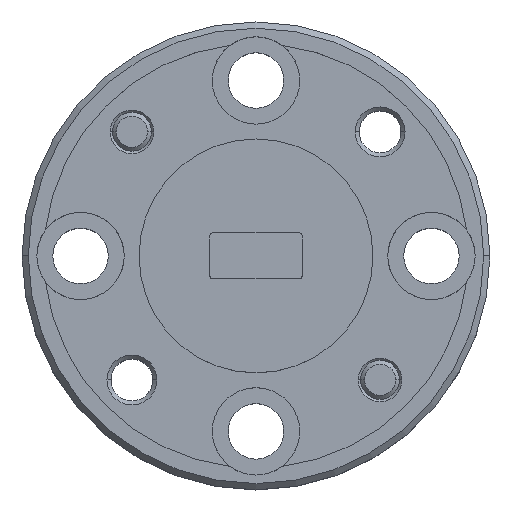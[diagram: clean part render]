
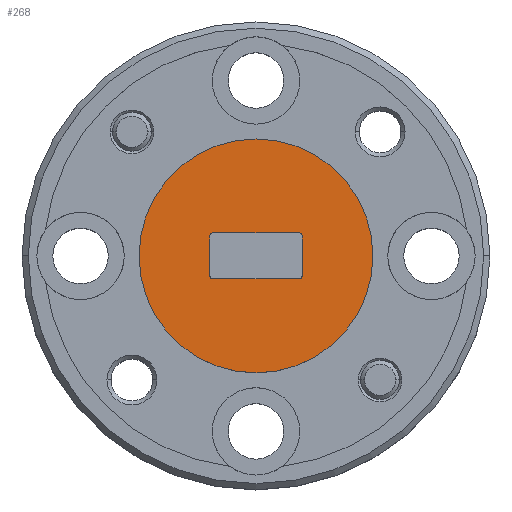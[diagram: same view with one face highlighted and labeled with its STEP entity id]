
A CAD part, top view. The second image highlights one B-rep face of the part: STEP entity #268.
In plain terms, the highlighted planar face has unit normal (0, 0, 1).
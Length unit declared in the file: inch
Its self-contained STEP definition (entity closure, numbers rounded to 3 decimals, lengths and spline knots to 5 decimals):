
#11 = PLANE ( 'NONE',  #3241 ) ;
#71 = CIRCLE ( 'NONE', #529, 0.005 ) ;
#75 = EDGE_CURVE ( 'NONE', #3713, #4627, #4861, .T. ) ;
#140 = CARTESIAN_POINT ( 'NONE',  ( -0.074, -0.032, 0. ) ) ;
#268 = ADVANCED_FACE ( 'NONE', ( #4383, #3218 ), #11, .T. ) ;
#369 = DIRECTION ( 'NONE',  ( 1., 0., 0. ) ) ;
#372 = DIRECTION ( 'NONE',  ( 1., 0., 0. ) ) ;
#406 = EDGE_CURVE ( 'NONE', #3713, #2890, #2463, .T. ) ;
#423 = DIRECTION ( 'NONE',  ( 0., 0., 1. ) ) ;
#470 = DIRECTION ( 'NONE',  ( -1., 0., 0. ) ) ;
#524 = VECTOR ( 'NONE', #470, 39.37008 ) ;
#529 = AXIS2_PLACEMENT_3D ( 'NONE', #5471, #3913, #1189 ) ;
#579 = AXIS2_PLACEMENT_3D ( 'NONE', #4171, #3795, #6008 ) ;
#675 = EDGE_CURVE ( 'NONE', #1151, #5748, #5394, .T. ) ;
#727 = LINE ( 'NONE', #1387, #5230 ) ;
#769 = CIRCLE ( 'NONE', #1008, 0.1875 ) ;
#1008 = AXIS2_PLACEMENT_3D ( 'NONE', #7202, #423, #4396 ) ;
#1053 = CIRCLE ( 'NONE', #579, 0.005 ) ;
#1151 = VERTEX_POINT ( 'NONE', #2030 ) ;
#1189 = DIRECTION ( 'NONE',  ( 1., 0., 0. ) ) ;
#1328 = CARTESIAN_POINT ( 'NONE',  ( -0.069, -0.032, 0. ) ) ;
#1387 = CARTESIAN_POINT ( 'NONE',  ( 0.074, -0.037, 0. ) ) ;
#1506 = CARTESIAN_POINT ( 'NONE',  ( 0., 0., 0. ) ) ;
#1524 = CARTESIAN_POINT ( 'NONE',  ( -0.074, -0.037, 0. ) ) ;
#1569 = LINE ( 'NONE', #2545, #524 ) ;
#1599 = CARTESIAN_POINT ( 'NONE',  ( 0.069, 0.037, 0. ) ) ;
#1732 = AXIS2_PLACEMENT_3D ( 'NONE', #1328, #5797, #372 ) ;
#1963 = VERTEX_POINT ( 'NONE', #5418 ) ;
#1965 = CARTESIAN_POINT ( 'NONE',  ( 0.074, 0.032, 0. ) ) ;
#1996 = EDGE_CURVE ( 'NONE', #6164, #2167, #1569, .T. ) ;
#2030 = CARTESIAN_POINT ( 'NONE',  ( -0.1875, 0., 0. ) ) ;
#2101 = EDGE_LOOP ( 'NONE', ( #3464, #7041 ) ) ;
#2167 = VERTEX_POINT ( 'NONE', #6135 ) ;
#2234 = DIRECTION ( 'NONE',  ( 0., 0., -1. ) ) ;
#2260 = AXIS2_PLACEMENT_3D ( 'NONE', #2554, #6992, #369 ) ;
#2463 = LINE ( 'NONE', #3664, #3374 ) ;
#2545 = CARTESIAN_POINT ( 'NONE',  ( -0.074, 0.037, 0. ) ) ;
#2554 = CARTESIAN_POINT ( 'NONE',  ( 0., 0., 0. ) ) ;
#2564 = DIRECTION ( 'NONE',  ( 1., 0., 0. ) ) ;
#2745 = EDGE_CURVE ( 'NONE', #1963, #2890, #6208, .T. ) ;
#2890 = VERTEX_POINT ( 'NONE', #5893 ) ;
#2904 = VERTEX_POINT ( 'NONE', #1965 ) ;
#2927 = ORIENTED_EDGE ( 'NONE', *, *, #2745, .T. ) ;
#2950 = VECTOR ( 'NONE', #3121, 39.37008 ) ;
#3070 = AXIS2_PLACEMENT_3D ( 'NONE', #4525, #2234, #6776 ) ;
#3121 = DIRECTION ( 'NONE',  ( 0., -1., 0. ) ) ;
#3218 = FACE_OUTER_BOUND ( 'NONE', #2101, .T. ) ;
#3241 = AXIS2_PLACEMENT_3D ( 'NONE', #1506, #6524, #6084 ) ;
#3314 = ORIENTED_EDGE ( 'NONE', *, *, #4061, .F. ) ;
#3354 = EDGE_CURVE ( 'NONE', #6059, #4627, #6498, .T. ) ;
#3374 = VECTOR ( 'NONE', #2564, 39.37008 ) ;
#3464 = ORIENTED_EDGE ( 'NONE', *, *, #5548, .T. ) ;
#3664 = CARTESIAN_POINT ( 'NONE',  ( -0.074, -0.037, 0. ) ) ;
#3713 = VERTEX_POINT ( 'NONE', #5078 ) ;
#3795 = DIRECTION ( 'NONE',  ( 0., 0., -1. ) ) ;
#3876 = EDGE_CURVE ( 'NONE', #6164, #2904, #1053, .T. ) ;
#3913 = DIRECTION ( 'NONE',  ( 0., 0., -1. ) ) ;
#4061 = EDGE_CURVE ( 'NONE', #1963, #2904, #727, .T. ) ;
#4171 = CARTESIAN_POINT ( 'NONE',  ( 0.069, 0.032, 0. ) ) ;
#4383 = FACE_BOUND ( 'NONE', #6566, .T. ) ;
#4396 = DIRECTION ( 'NONE',  ( 1., 0., 0. ) ) ;
#4525 = CARTESIAN_POINT ( 'NONE',  ( 0.069, -0.032, 0. ) ) ;
#4627 = VERTEX_POINT ( 'NONE', #140 ) ;
#4861 = CIRCLE ( 'NONE', #1732, 0.005 ) ;
#4881 = ORIENTED_EDGE ( 'NONE', *, *, #75, .T. ) ;
#4941 = ORIENTED_EDGE ( 'NONE', *, *, #5065, .T. ) ;
#5065 = EDGE_CURVE ( 'NONE', #6059, #2167, #71, .T. ) ;
#5078 = CARTESIAN_POINT ( 'NONE',  ( -0.069, -0.037, 0. ) ) ;
#5230 = VECTOR ( 'NONE', #6838, 39.37008 ) ;
#5394 = CIRCLE ( 'NONE', #2260, 0.1875 ) ;
#5418 = CARTESIAN_POINT ( 'NONE',  ( 0.074, -0.032, 0. ) ) ;
#5471 = CARTESIAN_POINT ( 'NONE',  ( -0.069, 0.032, 0. ) ) ;
#5548 = EDGE_CURVE ( 'NONE', #5748, #1151, #769, .T. ) ;
#5551 = ORIENTED_EDGE ( 'NONE', *, *, #3354, .F. ) ;
#5623 = ORIENTED_EDGE ( 'NONE', *, *, #3876, .T. ) ;
#5630 = CARTESIAN_POINT ( 'NONE',  ( 0.1875, 0., 0. ) ) ;
#5715 = ORIENTED_EDGE ( 'NONE', *, *, #406, .F. ) ;
#5748 = VERTEX_POINT ( 'NONE', #5630 ) ;
#5797 = DIRECTION ( 'NONE',  ( 0., 0., -1. ) ) ;
#5893 = CARTESIAN_POINT ( 'NONE',  ( 0.069, -0.037, 0. ) ) ;
#6008 = DIRECTION ( 'NONE',  ( 1., 0., 0. ) ) ;
#6059 = VERTEX_POINT ( 'NONE', #6529 ) ;
#6084 = DIRECTION ( 'NONE',  ( 1., 0., 0. ) ) ;
#6135 = CARTESIAN_POINT ( 'NONE',  ( -0.069, 0.037, 0. ) ) ;
#6164 = VERTEX_POINT ( 'NONE', #1599 ) ;
#6208 = CIRCLE ( 'NONE', #3070, 0.005 ) ;
#6498 = LINE ( 'NONE', #1524, #2950 ) ;
#6524 = DIRECTION ( 'NONE',  ( 0., 0., 1. ) ) ;
#6529 = CARTESIAN_POINT ( 'NONE',  ( -0.074, 0.032, 0. ) ) ;
#6566 = EDGE_LOOP ( 'NONE', ( #6792, #5623, #3314, #2927, #5715, #4881, #5551, #4941 ) ) ;
#6776 = DIRECTION ( 'NONE',  ( 1., 0., 0. ) ) ;
#6792 = ORIENTED_EDGE ( 'NONE', *, *, #1996, .F. ) ;
#6838 = DIRECTION ( 'NONE',  ( 0., 1., 0. ) ) ;
#6992 = DIRECTION ( 'NONE',  ( 0., 0., 1. ) ) ;
#7041 = ORIENTED_EDGE ( 'NONE', *, *, #675, .T. ) ;
#7202 = CARTESIAN_POINT ( 'NONE',  ( 0., 0., 0. ) ) ;
